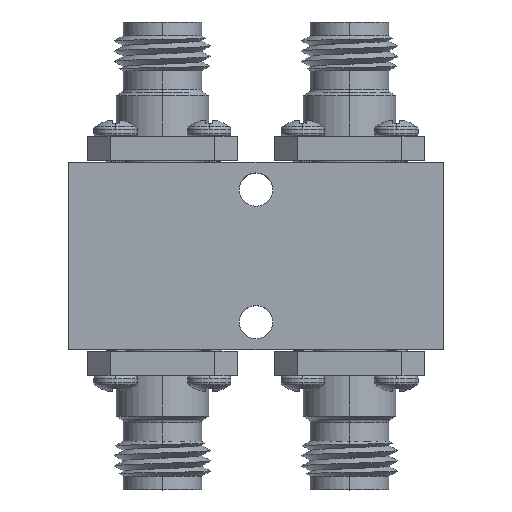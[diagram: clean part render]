
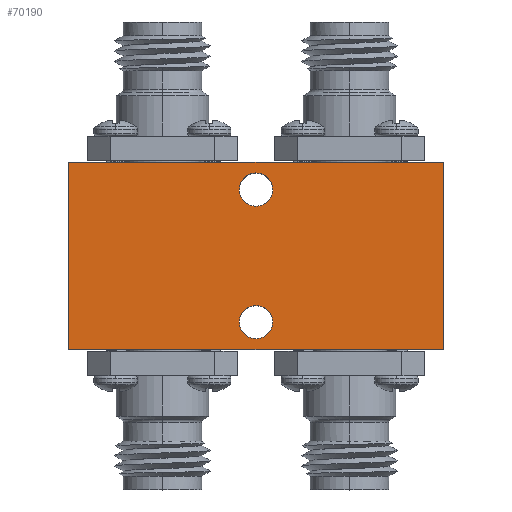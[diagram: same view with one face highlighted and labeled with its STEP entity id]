
A CAD part, top view. The second image highlights one B-rep face of the part: STEP entity #70190.
In plain terms, the highlighted planar face has unit normal (0, 0, 1).
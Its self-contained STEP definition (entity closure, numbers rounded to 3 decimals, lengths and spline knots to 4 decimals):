
#445 = CIRCLE ( 'NONE', #79939, 0.0445 ) ;
#1888 = CARTESIAN_POINT ( 'NONE',  ( 0., -0.1772, 0.3937 ) ) ;
#2189 = ORIENTED_EDGE ( 'NONE', *, *, #20312, .T. ) ;
#4269 = CARTESIAN_POINT ( 'NONE',  ( -0.5, -0.25, 0.3937 ) ) ;
#4280 = DIRECTION ( 'NONE',  ( 0., -1., 0. ) ) ;
#5494 = EDGE_LOOP ( 'NONE', ( #20245, #36789 ) ) ;
#7676 = ORIENTED_EDGE ( 'NONE', *, *, #27997, .T. ) ;
#13112 = CARTESIAN_POINT ( 'NONE',  ( 0., -0.1772, 0.3937 ) ) ;
#13330 = FACE_BOUND ( 'NONE', #5494, .T. ) ;
#13424 = CARTESIAN_POINT ( 'NONE',  ( -0.0445, -0.1772, 0.3937 ) ) ;
#15254 = FACE_BOUND ( 'NONE', #65139, .T. ) ;
#17039 = VERTEX_POINT ( 'NONE', #52649 ) ;
#17708 = LINE ( 'NONE', #41369, #18661 ) ;
#18661 = VECTOR ( 'NONE', #4280, 39.3701 ) ;
#20245 = ORIENTED_EDGE ( 'NONE', *, *, #22495, .F. ) ;
#20265 = LINE ( 'NONE', #36773, #59255 ) ;
#20312 = EDGE_CURVE ( 'NONE', #26637, #17039, #20265, .T. ) ;
#21637 = ORIENTED_EDGE ( 'NONE', *, *, #36574, .T. ) ;
#22495 = EDGE_CURVE ( 'NONE', #68576, #80908, #38491, .T. ) ;
#25770 = AXIS2_PLACEMENT_3D ( 'NONE', #13112, #62286, #68592 ) ;
#26637 = VERTEX_POINT ( 'NONE', #40799 ) ;
#27727 = CARTESIAN_POINT ( 'NONE',  ( 0.5, -0.25, 0.3937 ) ) ;
#27997 = EDGE_CURVE ( 'NONE', #69119, #26637, #73126, .T. ) ;
#28821 = CARTESIAN_POINT ( 'NONE',  ( 0., 0., 0.3937 ) ) ;
#33782 = AXIS2_PLACEMENT_3D ( 'NONE', #28821, #53410, #41377 ) ;
#33937 = VERTEX_POINT ( 'NONE', #48393 ) ;
#34739 = EDGE_CURVE ( 'NONE', #64571, #33937, #78422, .T. ) ;
#36574 = EDGE_CURVE ( 'NONE', #17039, #52382, #17708, .T. ) ;
#36773 = CARTESIAN_POINT ( 'NONE',  ( 0.5, 0.25, 0.3937 ) ) ;
#36789 = ORIENTED_EDGE ( 'NONE', *, *, #44167, .F. ) ;
#38491 = CIRCLE ( 'NONE', #25770, 0.0445 ) ;
#38536 = ORIENTED_EDGE ( 'NONE', *, *, #57380, .F. ) ;
#40799 = CARTESIAN_POINT ( 'NONE',  ( 0.5, 0.25, 0.3937 ) ) ;
#41369 = CARTESIAN_POINT ( 'NONE',  ( -0.5, -0.25, 0.3937 ) ) ;
#41377 = DIRECTION ( 'NONE',  ( 1., 0., 0. ) ) ;
#44167 = EDGE_CURVE ( 'NONE', #80908, #68576, #445, .T. ) ;
#44723 = DIRECTION ( 'NONE',  ( 1., 0., 0. ) ) ;
#44831 = ORIENTED_EDGE ( 'NONE', *, *, #34739, .F. ) ;
#45323 = AXIS2_PLACEMENT_3D ( 'NONE', #67092, #72832, #54522 ) ;
#46169 = CARTESIAN_POINT ( 'NONE',  ( 0.5, -0.25, 0.3937 ) ) ;
#46229 = ORIENTED_EDGE ( 'NONE', *, *, #67396, .T. ) ;
#47724 = CARTESIAN_POINT ( 'NONE',  ( 0.5, -0.25, 0.3937 ) ) ;
#47892 = CARTESIAN_POINT ( 'NONE',  ( 0., 0.1772, 0.3937 ) ) ;
#48393 = CARTESIAN_POINT ( 'NONE',  ( -0.0445, 0.1772, 0.3937 ) ) ;
#49614 = DIRECTION ( 'NONE',  ( -1., 0., 0. ) ) ;
#52382 = VERTEX_POINT ( 'NONE', #4269 ) ;
#52649 = CARTESIAN_POINT ( 'NONE',  ( -0.5, 0.25, 0.3937 ) ) ;
#53410 = DIRECTION ( 'NONE',  ( 0., 0., 1. ) ) ;
#53448 = CARTESIAN_POINT ( 'NONE',  ( 0.0445, 0.1772, 0.3937 ) ) ;
#54522 = DIRECTION ( 'NONE',  ( 1., 0., 0. ) ) ;
#57380 = EDGE_CURVE ( 'NONE', #33937, #64571, #68709, .T. ) ;
#58696 = LINE ( 'NONE', #47724, #73374 ) ;
#59255 = VECTOR ( 'NONE', #49614, 39.3701 ) ;
#60874 = CARTESIAN_POINT ( 'NONE',  ( 0.0445, -0.1772, 0.3937 ) ) ;
#62286 = DIRECTION ( 'NONE',  ( 0., 0., 1. ) ) ;
#63249 = PLANE ( 'NONE',  #33782 ) ;
#63327 = DIRECTION ( 'NONE',  ( 0., 0., 1. ) ) ;
#64571 = VERTEX_POINT ( 'NONE', #53448 ) ;
#65139 = EDGE_LOOP ( 'NONE', ( #44831, #38536 ) ) ;
#65950 = DIRECTION ( 'NONE',  ( 1., 0., 0. ) ) ;
#67092 = CARTESIAN_POINT ( 'NONE',  ( 0., 0.1772, 0.3937 ) ) ;
#67396 = EDGE_CURVE ( 'NONE', #52382, #69119, #58696, .T. ) ;
#68576 = VERTEX_POINT ( 'NONE', #60874 ) ;
#68592 = DIRECTION ( 'NONE',  ( 1., 0., 0. ) ) ;
#68709 = CIRCLE ( 'NONE', #79975, 0.0445 ) ;
#69119 = VERTEX_POINT ( 'NONE', #27727 ) ;
#70190 = ADVANCED_FACE ( 'NONE', ( #15254, #13330, #75867 ), #63249, .T. ) ;
#72585 = DIRECTION ( 'NONE',  ( 1., 0., 0. ) ) ;
#72832 = DIRECTION ( 'NONE',  ( 0., 0., 1. ) ) ;
#73126 = LINE ( 'NONE', #46169, #76034 ) ;
#73374 = VECTOR ( 'NONE', #72585, 39.3701 ) ;
#75867 = FACE_OUTER_BOUND ( 'NONE', #80416, .T. ) ;
#76034 = VECTOR ( 'NONE', #77553, 39.3701 ) ;
#77553 = DIRECTION ( 'NONE',  ( 0., 1., 0. ) ) ;
#78422 = CIRCLE ( 'NONE', #45323, 0.0445 ) ;
#78502 = DIRECTION ( 'NONE',  ( 0., 0., 1. ) ) ;
#79939 = AXIS2_PLACEMENT_3D ( 'NONE', #1888, #63327, #44723 ) ;
#79975 = AXIS2_PLACEMENT_3D ( 'NONE', #47892, #78502, #65950 ) ;
#80416 = EDGE_LOOP ( 'NONE', ( #21637, #46229, #7676, #2189 ) ) ;
#80908 = VERTEX_POINT ( 'NONE', #13424 ) ;
